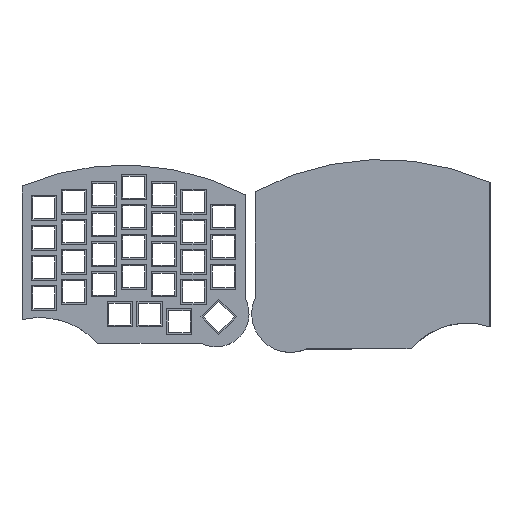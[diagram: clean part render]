
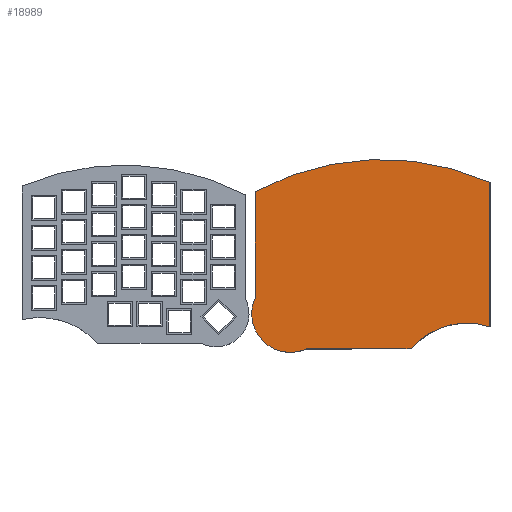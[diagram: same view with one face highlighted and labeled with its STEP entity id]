
A CAD part, top view. The second image highlights one B-rep face of the part: STEP entity #18989.
In plain terms, the highlighted face is planar.
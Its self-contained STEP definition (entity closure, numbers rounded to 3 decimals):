
#18359 = VERTEX_POINT('',#18360);
#18360 = CARTESIAN_POINT('',(-10.5,-68.77,-3.5));
#18366 = EDGE_CURVE('',#18359,#18367,#18369,.T.);
#18367 = VERTEX_POINT('',#18368);
#18368 = CARTESIAN_POINT('',(39.659,-82.84,-3.5));
#18369 = CIRCLE('',#18370,46.36);
#18370 = AXIS2_PLACEMENT_3D('',#18371,#18372,#18373);
#18371 = CARTESIAN_POINT('',(4.222,-112.731,-3.5));
#18372 = DIRECTION('',(0.,0.,-1.));
#18373 = DIRECTION('',(1.,0.,0.));
#18393 = VERTEX_POINT('',#18394);
#18394 = CARTESIAN_POINT('',(106.464,-82.84,-3.5));
#18400 = EDGE_CURVE('',#18367,#18393,#18401,.T.);
#18401 = LINE('',#18402,#18403);
#18402 = CARTESIAN_POINT('',(52.9,-82.84,-3.5));
#18403 = VECTOR('',#18404,1.);
#18404 = DIRECTION('',(1.,0.,0.));
#18417 = VERTEX_POINT('',#18418);
#18418 = CARTESIAN_POINT('',(138.8,-50.,-3.5));
#18424 = EDGE_CURVE('',#18417,#18393,#18425,.T.);
#18425 = CIRCLE('',#18426,24.555);
#18426 = AXIS2_PLACEMENT_3D('',#18427,#18428,#18429);
#18427 = CARTESIAN_POINT('',(116.589,-60.469,-3.5));
#18428 = DIRECTION('',(0.,0.,-1.));
#18429 = DIRECTION('',(1.,0.,0.));
#18440 = EDGE_CURVE('',#18441,#18417,#18443,.T.);
#18441 = VERTEX_POINT('',#18442);
#18442 = CARTESIAN_POINT('',(138.8,17.382,-3.5));
#18443 = LINE('',#18444,#18445);
#18444 = CARTESIAN_POINT('',(138.8,-4.551,-3.5));
#18445 = VECTOR('',#18446,1.);
#18446 = DIRECTION('',(0.,-1.,0.));
#18536 = VERTEX_POINT('',#18537);
#18537 = CARTESIAN_POINT('',(-10.5,23.292,-3.5));
#18543 = EDGE_CURVE('',#18536,#18441,#18544,.T.);
#18544 = CIRCLE('',#18545,169.063);
#18545 = AXIS2_PLACEMENT_3D('',#18546,#18547,#18548);
#18546 = CARTESIAN_POINT('',(58.152,-131.205,-3.5));
#18547 = DIRECTION('',(0.,0.,-1.));
#18548 = DIRECTION('',(1.,0.,0.));
#18558 = EDGE_CURVE('',#18536,#18359,#18559,.T.);
#18559 = LINE('',#18560,#18561);
#18560 = CARTESIAN_POINT('',(-10.5,-1.693,-3.5));
#18561 = VECTOR('',#18562,1.);
#18562 = DIRECTION('',(0.,-1.,0.));
#18989 = ADVANCED_FACE('',(#18990),#18998,.F.);
#18990 = FACE_BOUND('',#18991,.F.);
#18991 = EDGE_LOOP('',(#18992,#18993,#18994,#18995,#18996,#18997));
#18992 = ORIENTED_EDGE('',*,*,#18543,.F.);
#18993 = ORIENTED_EDGE('',*,*,#18558,.T.);
#18994 = ORIENTED_EDGE('',*,*,#18366,.T.);
#18995 = ORIENTED_EDGE('',*,*,#18400,.T.);
#18996 = ORIENTED_EDGE('',*,*,#18424,.F.);
#18997 = ORIENTED_EDGE('',*,*,#18440,.F.);
#18998 = PLANE('',#18999);
#18999 = AXIS2_PLACEMENT_3D('',#19000,#19001,#19002);
#19000 = CARTESIAN_POINT('',(64.549,-24.387,-3.5));
#19001 = DIRECTION('',(0.,0.,1.));
#19002 = DIRECTION('',(1.,0.,0.));
